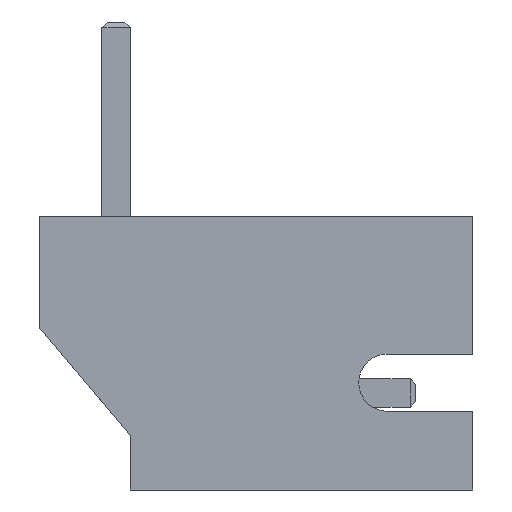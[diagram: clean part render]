
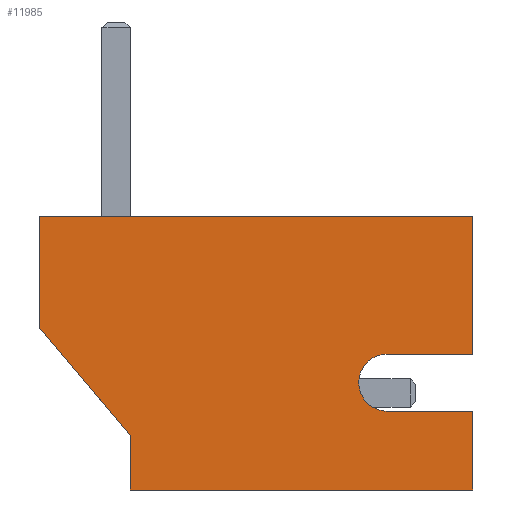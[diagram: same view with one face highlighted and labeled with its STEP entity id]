
A CAD part, left-side view. The second image highlights one B-rep face of the part: STEP entity #11985.
In plain terms, the highlighted planar face has unit normal (-1, 0, 0).
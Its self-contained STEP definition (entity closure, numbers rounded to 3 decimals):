
#264 = LINE ( 'NONE', #19283, #16227 ) ;
#495 = VECTOR ( 'NONE', #2310, 1000. ) ;
#1150 = DIRECTION ( 'NONE',  ( 0., -1., 0. ) ) ;
#1154 = ORIENTED_EDGE ( 'NONE', *, *, #17953, .T. ) ;
#1164 = ORIENTED_EDGE ( 'NONE', *, *, #5682, .T. ) ;
#1209 = CARTESIAN_POINT ( 'NONE',  ( -1.95, 4.8, -0.25 ) ) ;
#1437 = EDGE_CURVE ( 'NONE', #12123, #18534, #19622, .T. ) ;
#1601 = DIRECTION ( 'NONE',  ( 1., 0., 0. ) ) ;
#1961 = VERTEX_POINT ( 'NONE', #1209 ) ;
#2310 = DIRECTION ( 'NONE',  ( 0., 0., 1. ) ) ;
#2367 = CARTESIAN_POINT ( 'NONE',  ( -1.95, 4.8, -6.25 ) ) ;
#2414 = CARTESIAN_POINT ( 'NONE',  ( -1.95, 0., -6.25 ) ) ;
#2959 = DIRECTION ( 'NONE',  ( 0., 1., 0. ) ) ;
#2990 = ORIENTED_EDGE ( 'NONE', *, *, #7973, .F. ) ;
#3001 = VECTOR ( 'NONE', #7486, 1000. ) ;
#3184 = ORIENTED_EDGE ( 'NONE', *, *, #22487, .F. ) ;
#3391 = CARTESIAN_POINT ( 'NONE',  ( -1.95, 0., 1.35 ) ) ;
#3424 = DIRECTION ( 'NONE',  ( 0., 0.765, -0.644 ) ) ;
#3877 = LINE ( 'NONE', #9316, #22171 ) ;
#4028 = LINE ( 'NONE', #21421, #495 ) ;
#4030 = CARTESIAN_POINT ( 'NONE',  ( -1.95, 2.92, -4.75 ) ) ;
#4592 = DIRECTION ( 'NONE',  ( 0., 0., 1. ) ) ;
#4853 = VECTOR ( 'NONE', #12172, 1000. ) ;
#5682 = EDGE_CURVE ( 'NONE', #13508, #7019, #4028, .T. ) ;
#5895 = CARTESIAN_POINT ( 'NONE',  ( -1.95, 3.42, -6.25 ) ) ;
#5969 = ORIENTED_EDGE ( 'NONE', *, *, #17362, .T. ) ;
#6182 = DIRECTION ( 'NONE',  ( 0., 1., 0. ) ) ;
#6621 = CARTESIAN_POINT ( 'NONE',  ( -1.95, 3.85, -0.25 ) ) ;
#7019 = VERTEX_POINT ( 'NONE', #3391 ) ;
#7198 = CARTESIAN_POINT ( 'NONE',  ( -1.95, 3.42, -4.75 ) ) ;
#7278 = EDGE_CURVE ( 'NONE', #13508, #14681, #17617, .T. ) ;
#7486 = DIRECTION ( 'NONE',  ( 0., 1., 0. ) ) ;
#7519 = FACE_OUTER_BOUND ( 'NONE', #17731, .T. ) ;
#7834 = VECTOR ( 'NONE', #2959, 1000. ) ;
#7973 = EDGE_CURVE ( 'NONE', #20008, #1961, #18108, .T. ) ;
#8226 = ORIENTED_EDGE ( 'NONE', *, *, #22279, .F. ) ;
#8612 = ORIENTED_EDGE ( 'NONE', *, *, #17538, .F. ) ;
#8707 = CARTESIAN_POINT ( 'NONE',  ( -1.95, 3.85, -0.25 ) ) ;
#9316 = CARTESIAN_POINT ( 'NONE',  ( -1.95, 3.42, -6.25 ) ) ;
#9695 = CARTESIAN_POINT ( 'NONE',  ( -1.95, 4.8, -6.25 ) ) ;
#9734 = LINE ( 'NONE', #16698, #15641 ) ;
#10232 = ORIENTED_EDGE ( 'NONE', *, *, #7278, .F. ) ;
#10443 = CARTESIAN_POINT ( 'NONE',  ( -1.95, 2.42, -4.75 ) ) ;
#10938 = PLANE ( 'NONE',  #18494 ) ;
#11985 = ADVANCED_FACE ( 'NONE', ( #7519 ), #10938, .F. ) ;
#12123 = VERTEX_POINT ( 'NONE', #10443 ) ;
#12172 = DIRECTION ( 'NONE',  ( 0., 0., 1. ) ) ;
#12239 = VECTOR ( 'NONE', #4592, 1000. ) ;
#12336 = DIRECTION ( 'NONE',  ( 0., 1., 0. ) ) ;
#12391 = ORIENTED_EDGE ( 'NONE', *, *, #1437, .F. ) ;
#12812 = EDGE_CURVE ( 'NONE', #18966, #16744, #18671, .T. ) ;
#12962 = DIRECTION ( 'NONE',  ( 0., 0., -1. ) ) ;
#13203 = CARTESIAN_POINT ( 'NONE',  ( -1.95, 4.8, -0.25 ) ) ;
#13226 = CARTESIAN_POINT ( 'NONE',  ( -1.95, 2.42, -6.25 ) ) ;
#13378 = AXIS2_PLACEMENT_3D ( 'NONE', #4030, #20052, #6182 ) ;
#13508 = VERTEX_POINT ( 'NONE', #2414 ) ;
#14036 = CARTESIAN_POINT ( 'NONE',  ( -1.95, 1.95, 1.35 ) ) ;
#14220 = ORIENTED_EDGE ( 'NONE', *, *, #12812, .T. ) ;
#14540 = VECTOR ( 'NONE', #3424, 1000. ) ;
#14681 = VERTEX_POINT ( 'NONE', #18471 ) ;
#14905 = LINE ( 'NONE', #13203, #7834 ) ;
#15554 = VERTEX_POINT ( 'NONE', #5895 ) ;
#15641 = VECTOR ( 'NONE', #21934, 1000. ) ;
#16227 = VECTOR ( 'NONE', #12336, 1000. ) ;
#16698 = CARTESIAN_POINT ( 'NONE',  ( -1.95, 0., 1.35 ) ) ;
#16744 = VERTEX_POINT ( 'NONE', #8707 ) ;
#17194 = CARTESIAN_POINT ( 'NONE',  ( -1.95, 4.8, -6.25 ) ) ;
#17362 = EDGE_CURVE ( 'NONE', #16744, #1961, #14905, .T. ) ;
#17538 = EDGE_CURVE ( 'NONE', #18534, #15554, #3877, .T. ) ;
#17617 = LINE ( 'NONE', #2367, #3001 ) ;
#17731 = EDGE_LOOP ( 'NONE', ( #8226, #8612, #12391, #3184, #10232, #1164, #1154, #14220, #5969, #2990 ) ) ;
#17953 = EDGE_CURVE ( 'NONE', #7019, #18966, #9734, .T. ) ;
#18108 = LINE ( 'NONE', #9695, #4853 ) ;
#18471 = CARTESIAN_POINT ( 'NONE',  ( -1.95, 2.42, -6.25 ) ) ;
#18494 = AXIS2_PLACEMENT_3D ( 'NONE', #17194, #1601, #1150 ) ;
#18534 = VERTEX_POINT ( 'NONE', #7198 ) ;
#18671 = LINE ( 'NONE', #6621, #14540 ) ;
#18966 = VERTEX_POINT ( 'NONE', #14036 ) ;
#19283 = CARTESIAN_POINT ( 'NONE',  ( -1.95, 4.8, -6.25 ) ) ;
#19622 = CIRCLE ( 'NONE', #13378, 0.5 ) ;
#20008 = VERTEX_POINT ( 'NONE', #20621 ) ;
#20052 = DIRECTION ( 'NONE',  ( -1., 0., 0. ) ) ;
#20621 = CARTESIAN_POINT ( 'NONE',  ( -1.95, 4.8, -6.25 ) ) ;
#21421 = CARTESIAN_POINT ( 'NONE',  ( -1.95, 0., -6.25 ) ) ;
#21773 = LINE ( 'NONE', #13226, #12239 ) ;
#21934 = DIRECTION ( 'NONE',  ( 0., 1., 0. ) ) ;
#22171 = VECTOR ( 'NONE', #12962, 1000. ) ;
#22279 = EDGE_CURVE ( 'NONE', #15554, #20008, #264, .T. ) ;
#22487 = EDGE_CURVE ( 'NONE', #14681, #12123, #21773, .T. ) ;
